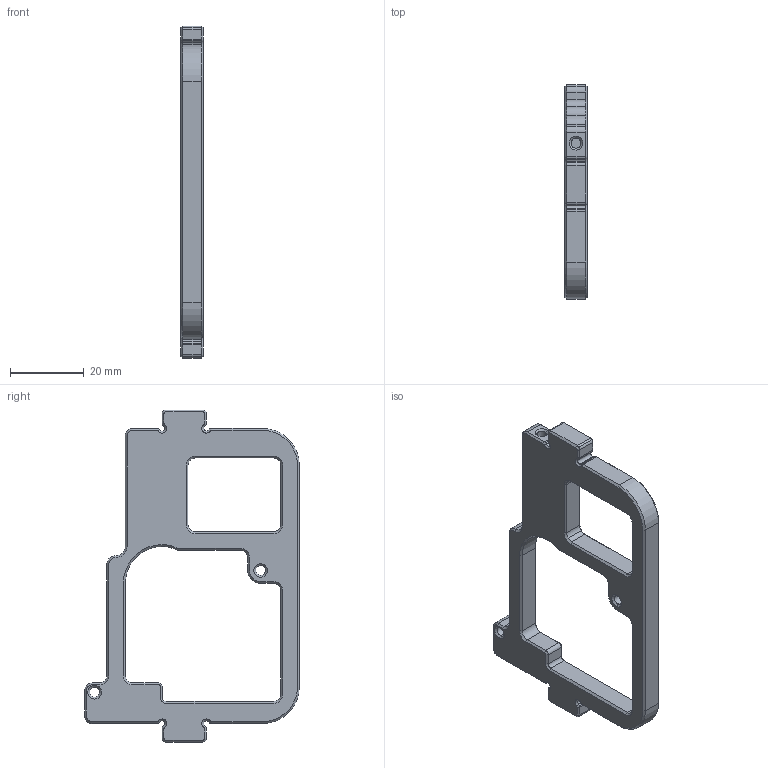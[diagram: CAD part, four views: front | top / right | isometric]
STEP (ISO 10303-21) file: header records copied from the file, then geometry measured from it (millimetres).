
FILE_DESCRIPTION (( 'STEP AP214' ), '1' );
FILE_NAME ('Paddle - PCB Plate.STEP', '2026-01-07T19:41:45', ( '' ), ( '' ), 'SwSTEP 2.0', 'SolidWorks 2025', '' );
FILE_SCHEMA (( 'AUTOMOTIVE_DESIGN' ));
Length unit declared in the file: millimetre
Products named in the file (1): Paddle - PCB Plate
Bounding box: 6 x 58.2 x 90 mm (x, y, z)
Volume: 12021 mm3; surface area: 7125.7 mm2
Topology: 1 solids, 1 shells, 250 faces, 594 edges, 348 vertices
Faces by surface type: cone 93, plane 85, cylinder 72
Entity records: 7145 total; most frequent: DIRECTION 1336, CARTESIAN_POINT 1193, ORIENTED_EDGE 1188, EDGE_CURVE 594, AXIS2_PLACEMENT_3D 491, LINE 354, VECTOR 354, VERTEX_POINT 348
